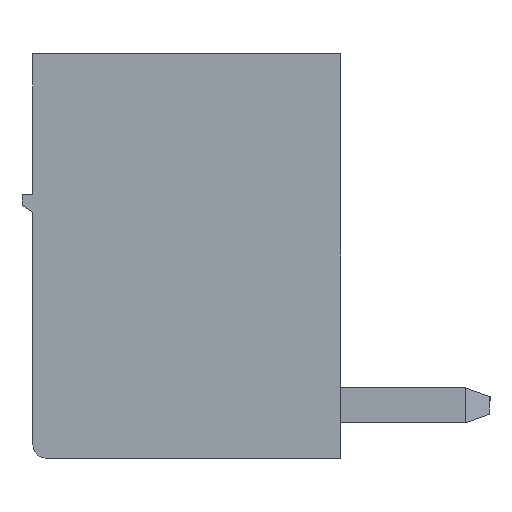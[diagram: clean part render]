
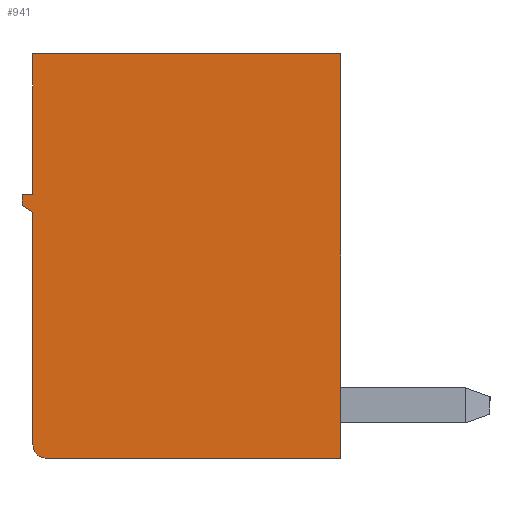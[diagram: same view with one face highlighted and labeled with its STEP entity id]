
A CAD part, left-side view. The second image highlights one B-rep face of the part: STEP entity #941.
In plain terms, the highlighted planar face has unit normal (-1, 0, 0).
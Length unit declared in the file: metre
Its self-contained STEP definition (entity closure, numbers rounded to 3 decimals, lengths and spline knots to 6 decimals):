
#941=ADVANCED_FACE('',(#2611),#2612,.T.);
#2611=FACE_OUTER_BOUND('',#5038,.T.);
#2612=PLANE('',#5039);
#5038=EDGE_LOOP('',(#8214,#8215,#8216,#8217,#8218,#8219,#8220,#8221,#8222));
#5039=AXIS2_PLACEMENT_3D('',#8223,#8224,#8225);
#8214=ORIENTED_EDGE('',*,*,#14503,.T.);
#8215=ORIENTED_EDGE('',*,*,#14508,.T.);
#8216=ORIENTED_EDGE('',*,*,#14512,.T.);
#8217=ORIENTED_EDGE('',*,*,#14516,.F.);
#8218=ORIENTED_EDGE('',*,*,#14520,.T.);
#8219=ORIENTED_EDGE('',*,*,#14524,.T.);
#8220=ORIENTED_EDGE('',*,*,#14841,.T.);
#8221=ORIENTED_EDGE('',*,*,#14711,.F.);
#8222=ORIENTED_EDGE('',*,*,#14539,.T.);
#8223=CARTESIAN_POINT('',(-1.087027,0.00436,0.000933));
#8224=DIRECTION('',(-1.0,0.0,0.0));
#8225=DIRECTION('',(0.0,0.0,1.0));
#14503=EDGE_CURVE('',#17359,#17357,#17360,.T.);
#14508=EDGE_CURVE('',#17357,#17366,#17368,.T.);
#14512=EDGE_CURVE('',#17366,#17372,#17374,.T.);
#14516=EDGE_CURVE('',#17378,#17372,#17380,.T.);
#14520=EDGE_CURVE('',#17378,#17384,#17386,.T.);
#14524=EDGE_CURVE('',#17384,#17390,#17392,.T.);
#14539=EDGE_CURVE('',#17417,#17359,#17418,.T.);
#14711=EDGE_CURVE('',#17417,#17759,#17760,.T.);
#14841=EDGE_CURVE('',#17390,#17759,#18017,.T.);
#17357=VERTEX_POINT('',#21533);
#17359=VERTEX_POINT('',#21536);
#17360=LINE('',#21537,#21538);
#17366=VERTEX_POINT('',#21546);
#17368=LINE('',#21549,#21550);
#17372=VERTEX_POINT('',#21555);
#17374=LINE('',#21558,#21559);
#17378=VERTEX_POINT('',#21564);
#17380=LINE('',#21567,#21568);
#17384=VERTEX_POINT('',#21573);
#17386=LINE('',#21576,#21577);
#17390=VERTEX_POINT('',#21582);
#17392=CIRCLE('',#21585,0.0003);
#17417=VERTEX_POINT('',#21621);
#17418=LINE('',#21622,#21623);
#17759=VERTEX_POINT('',#22122);
#17760=LINE('',#22123,#22124);
#18017=LINE('',#22496,#22497);
#21533=CARTESIAN_POINT('',(-1.087027,0.01086,-0.002267));
#21536=CARTESIAN_POINT('',(-1.087027,0.01086,0.000933));
#21537=CARTESIAN_POINT('',(-1.087027,0.01086,0.000933));
#21538=VECTOR('',#27586,1.0);
#21546=CARTESIAN_POINT('',(-1.087027,0.01111,-0.002267));
#21549=CARTESIAN_POINT('',(-1.087027,0.01061,-0.002267));
#21550=VECTOR('',#27590,1.0);
#21555=CARTESIAN_POINT('',(-1.087027,0.01111,-0.002517));
#21558=CARTESIAN_POINT('',(-1.087027,0.01111,-0.002267));
#21559=VECTOR('',#27593,1.0);
#21564=CARTESIAN_POINT('',(-1.087027,0.01086,-0.002667));
#21567=CARTESIAN_POINT('',(-1.087027,0.010852,-0.002672));
#21568=VECTOR('',#27596,1.0);
#21573=CARTESIAN_POINT('',(-1.087027,0.01086,-0.007967));
#21576=CARTESIAN_POINT('',(-1.087027,0.01086,0.000933));
#21577=VECTOR('',#27599,1.0);
#21582=CARTESIAN_POINT('',(-1.087027,0.01056,-0.008267));
#21585=AXIS2_PLACEMENT_3D('',#27602,#27603,#27604);
#21621=CARTESIAN_POINT('',(-1.087027,0.00386,0.000933));
#21622=CARTESIAN_POINT('',(-1.087027,0.00436,0.000933));
#21623=VECTOR('',#27622,1.0);
#22122=CARTESIAN_POINT('',(-1.087027,0.00386,-0.008267));
#22123=CARTESIAN_POINT('',(-1.087027,0.00386,0.000933));
#22124=VECTOR('',#27817,1.0);
#22496=CARTESIAN_POINT('',(-1.087027,0.00436,-0.008267));
#22497=VECTOR('',#27972,1.0);
#27586=DIRECTION('',(-0.0,-0.0,-1.0));
#27590=DIRECTION('',(0.0,1.0,-0.0));
#27593=DIRECTION('',(-0.0,-0.0,-1.0));
#27596=DIRECTION('',(0.0,0.857,0.514));
#27599=DIRECTION('',(-0.0,-0.0,-1.0));
#27602=CARTESIAN_POINT('',(-1.087027,0.01056,-0.007967));
#27603=DIRECTION('',(-1.0,0.0,0.0));
#27604=DIRECTION('',(0.0,0.0,1.0));
#27622=DIRECTION('',(0.0,1.0,-0.0));
#27817=DIRECTION('',(0.0,0.,-1.0));
#27972=DIRECTION('',(-0.0,-1.0,0.0));
